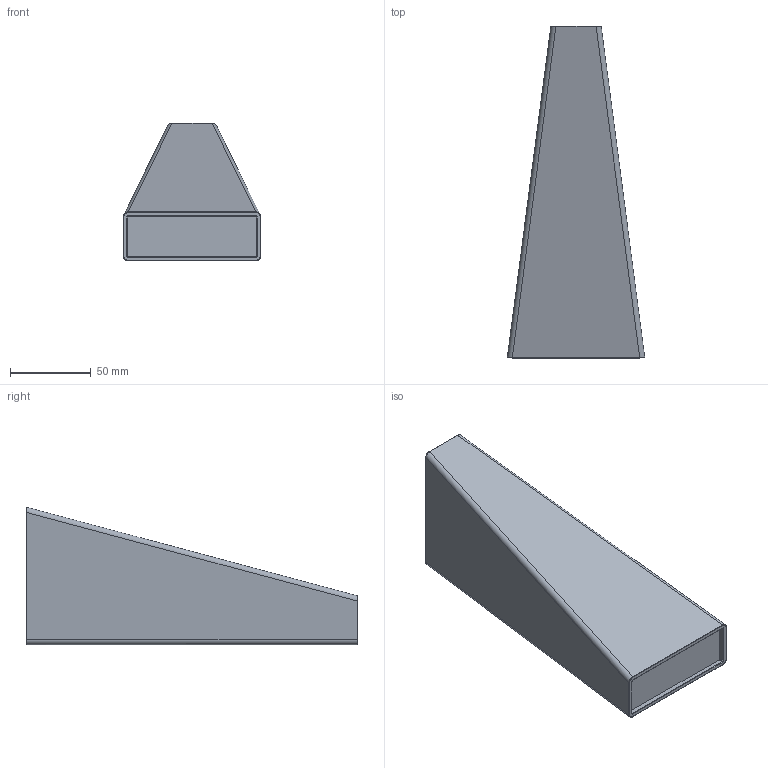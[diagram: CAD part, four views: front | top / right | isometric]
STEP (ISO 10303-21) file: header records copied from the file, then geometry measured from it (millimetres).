
FILE_DESCRIPTION((''),'2;1');
FILE_NAME('BD-001_ASM','2023-03-31T00:10:16',('Administrator'),(''),'CREO PARAMETRIC BY PTC INC, 2020053','CREO PARAMETRIC BY PTC INC, 2020053','');
FILE_SCHEMA(('CONFIG_CONTROL_DESIGN'));
Length unit declared in the file: millimetre
Products named in the file (4): BD-001-01; BD-001-02-S; BD-001-02-X; BD-001_ASM
Assembly tree (3 placements, depth 2):
  BD-001_ASM
    BD-001-01
    BD-001-02-S
    BD-001-02-X
Bounding box: 84.91 x 205 x 84.91 mm (x, y, z)
Volume: 121442.1 mm3; surface area: 100677.5 mm2
Topology: 3 solids, 3 shells, 70 faces, 160 edges, 96 vertices
Faces by surface type: cylinder 32, plane 22, bspline 16
Entity records: 3474 total; most frequent: CARTESIAN_POINT 1935, ORIENTED_EDGE 320, DIRECTION 266, EDGE_CURVE 160, VERTEX_POINT 96, AXIS2_PLACEMENT_3D 93, VECTOR 80, LINE 80
